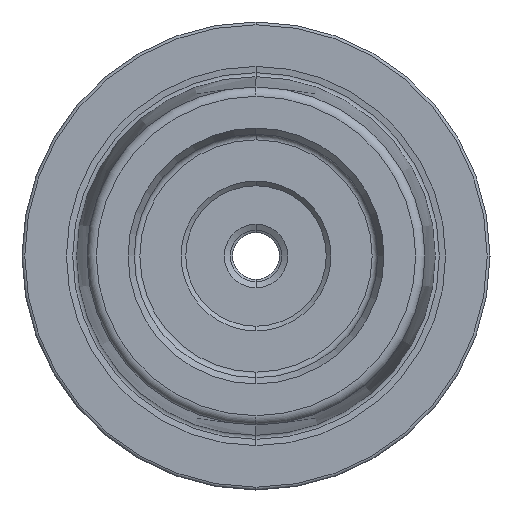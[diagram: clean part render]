
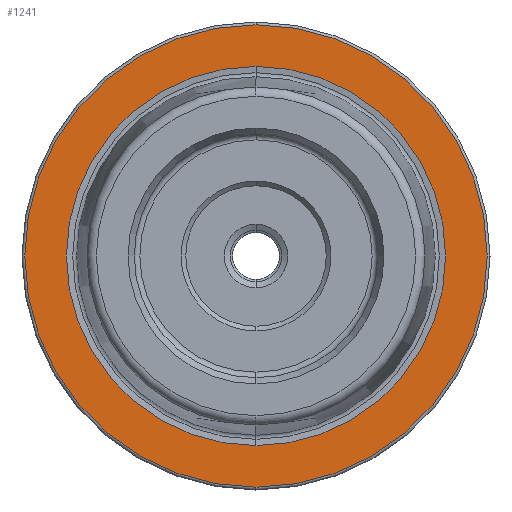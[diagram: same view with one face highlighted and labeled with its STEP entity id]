
A CAD part, left-side view. The second image highlights one B-rep face of the part: STEP entity #1241.
In plain terms, the highlighted planar face has unit normal (-1, 0, 0).
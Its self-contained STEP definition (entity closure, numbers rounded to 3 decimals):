
#13 = CARTESIAN_POINT ( 'NONE',  ( 0., 0., 0. ) ) ;
#45 = CARTESIAN_POINT ( 'NONE',  ( 0., 0., 0. ) ) ;
#151 = VERTEX_POINT ( 'NONE', #643 ) ;
#160 = FACE_BOUND ( 'NONE', #612, .T. ) ;
#170 = VERTEX_POINT ( 'NONE', #1628 ) ;
#173 = EDGE_CURVE ( 'NONE', #1826, #744, #1154, .T. ) ;
#176 = DIRECTION ( 'NONE',  ( 0., 0., 1. ) ) ;
#181 = AXIS2_PLACEMENT_3D ( 'NONE', #1758, #232, #2084 ) ;
#210 = DIRECTION ( 'NONE',  ( 0., 0., 1. ) ) ;
#232 = DIRECTION ( 'NONE',  ( 1., 0., 0. ) ) ;
#288 = EDGE_LOOP ( 'NONE', ( #1158, #2099 ) ) ;
#356 = AXIS2_PLACEMENT_3D ( 'NONE', #1662, #1788, #1320 ) ;
#565 = CIRCLE ( 'NONE', #1245, 24.7 ) ;
#612 = EDGE_LOOP ( 'NONE', ( #1150, #1540 ) ) ;
#643 = CARTESIAN_POINT ( 'NONE',  ( 0., 0., 20.258 ) ) ;
#744 = VERTEX_POINT ( 'NONE', #2016 ) ;
#789 = EDGE_CURVE ( 'NONE', #744, #1826, #565, .T. ) ;
#952 = CARTESIAN_POINT ( 'NONE',  ( 0., 0., 0. ) ) ;
#1118 = DIRECTION ( 'NONE',  ( 0., 0., 1. ) ) ;
#1150 = ORIENTED_EDGE ( 'NONE', *, *, #1804, .F. ) ;
#1154 = CIRCLE ( 'NONE', #356, 24.7 ) ;
#1158 = ORIENTED_EDGE ( 'NONE', *, *, #173, .T. ) ;
#1186 = DIRECTION ( 'NONE',  ( -1., 0., 0. ) ) ;
#1194 = AXIS2_PLACEMENT_3D ( 'NONE', #45, #1219, #210 ) ;
#1219 = DIRECTION ( 'NONE',  ( -1., 0., 0. ) ) ;
#1241 = ADVANCED_FACE ( 'NONE', ( #160, #1406 ), #1922, .F. ) ;
#1245 = AXIS2_PLACEMENT_3D ( 'NONE', #13, #1186, #176 ) ;
#1320 = DIRECTION ( 'NONE',  ( 0., 0., 1. ) ) ;
#1325 = AXIS2_PLACEMENT_3D ( 'NONE', #952, #2122, #1118 ) ;
#1354 = EDGE_CURVE ( 'NONE', #170, #151, #1390, .T. ) ;
#1379 = CIRCLE ( 'NONE', #1194, 20.258 ) ;
#1390 = CIRCLE ( 'NONE', #1325, 20.258 ) ;
#1406 = FACE_OUTER_BOUND ( 'NONE', #288, .T. ) ;
#1540 = ORIENTED_EDGE ( 'NONE', *, *, #1354, .F. ) ;
#1628 = CARTESIAN_POINT ( 'NONE',  ( 0., 0., -20.258 ) ) ;
#1662 = CARTESIAN_POINT ( 'NONE',  ( 0., 0., 0. ) ) ;
#1758 = CARTESIAN_POINT ( 'NONE',  ( 0., 24.7, 0. ) ) ;
#1788 = DIRECTION ( 'NONE',  ( -1., 0., 0. ) ) ;
#1804 = EDGE_CURVE ( 'NONE', #151, #170, #1379, .T. ) ;
#1826 = VERTEX_POINT ( 'NONE', #2066 ) ;
#1922 = PLANE ( 'NONE',  #181 ) ;
#2016 = CARTESIAN_POINT ( 'NONE',  ( 0., 0., -24.7 ) ) ;
#2066 = CARTESIAN_POINT ( 'NONE',  ( 0., 0., 24.7 ) ) ;
#2084 = DIRECTION ( 'NONE',  ( 0., 0., -1. ) ) ;
#2099 = ORIENTED_EDGE ( 'NONE', *, *, #789, .T. ) ;
#2122 = DIRECTION ( 'NONE',  ( -1., 0., 0. ) ) ;
